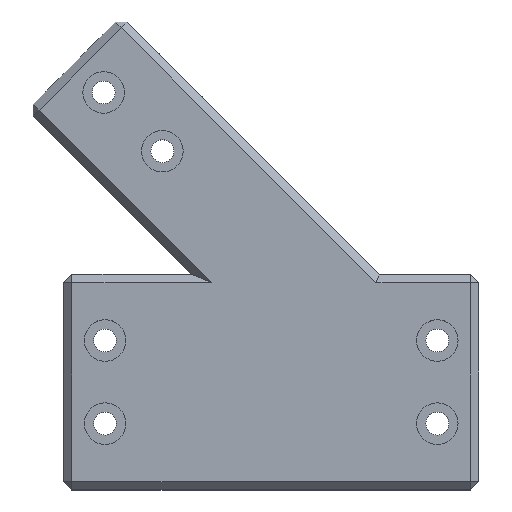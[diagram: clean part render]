
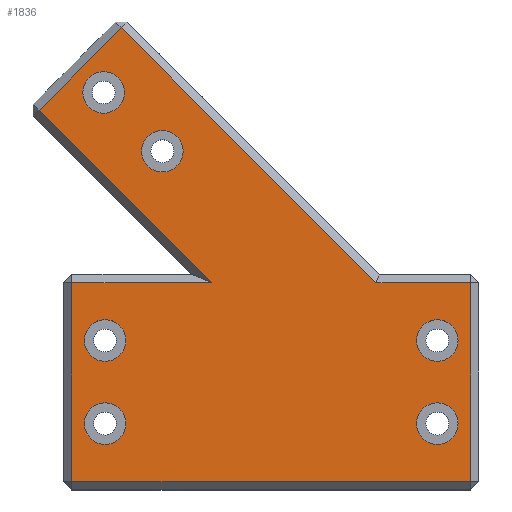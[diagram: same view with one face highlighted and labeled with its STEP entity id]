
A CAD part, top view. The second image highlights one B-rep face of the part: STEP entity #1836.
In plain terms, the highlighted planar face has unit normal (0, 0, 1).
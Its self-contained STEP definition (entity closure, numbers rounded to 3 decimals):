
#46=FACE_BOUND('',#278,.T.);
#47=FACE_BOUND('',#279,.T.);
#48=FACE_BOUND('',#280,.T.);
#49=FACE_BOUND('',#281,.T.);
#50=FACE_BOUND('',#282,.T.);
#51=FACE_BOUND('',#283,.T.);
#88=CIRCLE('',#1962,5.);
#89=CIRCLE('',#1963,5.);
#90=CIRCLE('',#1964,5.);
#91=CIRCLE('',#1965,5.);
#92=CIRCLE('',#1966,5.);
#93=CIRCLE('',#1967,5.);
#166=FACE_OUTER_BOUND('',#277,.T.);
#277=EDGE_LOOP('',(#1364,#1365,#1366,#1367,#1368,#1369,#1370,#1371));
#278=EDGE_LOOP('',(#1372));
#279=EDGE_LOOP('',(#1373));
#280=EDGE_LOOP('',(#1374));
#281=EDGE_LOOP('',(#1375));
#282=EDGE_LOOP('',(#1376));
#283=EDGE_LOOP('',(#1377));
#408=LINE('',#2650,#608);
#415=LINE('',#2664,#615);
#425=LINE('',#2687,#625);
#429=LINE('',#2693,#629);
#430=LINE('',#2695,#630);
#438=LINE('',#2710,#638);
#443=LINE('',#2719,#643);
#448=LINE('',#2728,#648);
#608=VECTOR('',#2116,10.);
#615=VECTOR('',#2127,10.);
#625=VECTOR('',#2145,10.);
#629=VECTOR('',#2151,10.);
#630=VECTOR('',#2154,10.);
#638=VECTOR('',#2168,10.);
#643=VECTOR('',#2177,10.);
#648=VECTOR('',#2186,10.);
#801=VERTEX_POINT('',#2632);
#802=VERTEX_POINT('',#2636);
#807=VERTEX_POINT('',#2646);
#808=VERTEX_POINT('',#2653);
#812=VERTEX_POINT('',#2662);
#815=VERTEX_POINT('',#2672);
#820=VERTEX_POINT('',#2682);
#821=VERTEX_POINT('',#2686);
#877=VERTEX_POINT('',#2837);
#878=VERTEX_POINT('',#2839);
#879=VERTEX_POINT('',#2841);
#880=VERTEX_POINT('',#2843);
#881=VERTEX_POINT('',#2845);
#882=VERTEX_POINT('',#2847);
#972=EDGE_CURVE('',#802,#807,#408,.T.);
#979=EDGE_CURVE('',#808,#812,#415,.T.);
#989=EDGE_CURVE('',#821,#820,#425,.T.);
#993=EDGE_CURVE('',#815,#821,#429,.T.);
#994=EDGE_CURVE('',#820,#808,#430,.T.);
#1002=EDGE_CURVE('',#807,#815,#438,.T.);
#1007=EDGE_CURVE('',#812,#801,#443,.T.);
#1012=EDGE_CURVE('',#801,#802,#448,.T.);
#1068=EDGE_CURVE('',#877,#877,#88,.T.);
#1069=EDGE_CURVE('',#878,#878,#89,.T.);
#1070=EDGE_CURVE('',#879,#879,#90,.T.);
#1071=EDGE_CURVE('',#880,#880,#91,.T.);
#1072=EDGE_CURVE('',#881,#881,#92,.T.);
#1073=EDGE_CURVE('',#882,#882,#93,.T.);
#1364=ORIENTED_EDGE('',*,*,#989,.T.);
#1365=ORIENTED_EDGE('',*,*,#994,.T.);
#1366=ORIENTED_EDGE('',*,*,#979,.T.);
#1367=ORIENTED_EDGE('',*,*,#1007,.T.);
#1368=ORIENTED_EDGE('',*,*,#1012,.T.);
#1369=ORIENTED_EDGE('',*,*,#972,.T.);
#1370=ORIENTED_EDGE('',*,*,#1002,.T.);
#1371=ORIENTED_EDGE('',*,*,#993,.T.);
#1372=ORIENTED_EDGE('',*,*,#1068,.F.);
#1373=ORIENTED_EDGE('',*,*,#1069,.F.);
#1374=ORIENTED_EDGE('',*,*,#1070,.F.);
#1375=ORIENTED_EDGE('',*,*,#1071,.F.);
#1376=ORIENTED_EDGE('',*,*,#1072,.F.);
#1377=ORIENTED_EDGE('',*,*,#1073,.F.);
#1756=PLANE('',#1961);
#1836=ADVANCED_FACE('',(#166,#46,#47,#48,#49,#50,#51),#1756,.F.);
#1961=AXIS2_PLACEMENT_3D('',#2836,#2257,#2258);
#1962=AXIS2_PLACEMENT_3D('',#2838,#2259,#2260);
#1963=AXIS2_PLACEMENT_3D('',#2840,#2261,#2262);
#1964=AXIS2_PLACEMENT_3D('',#2842,#2263,#2264);
#1965=AXIS2_PLACEMENT_3D('',#2844,#2265,#2266);
#1966=AXIS2_PLACEMENT_3D('',#2846,#2267,#2268);
#1967=AXIS2_PLACEMENT_3D('',#2848,#2269,#2270);
#2116=DIRECTION('',(1.,0.,0.));
#2127=DIRECTION('',(0.707,-0.707,0.));
#2145=DIRECTION('',(-0.707,0.707,0.));
#2151=DIRECTION('',(-1.,0.,0.));
#2154=DIRECTION('',(-0.707,-0.707,0.));
#2168=DIRECTION('',(0.,1.,0.));
#2177=DIRECTION('',(-1.,0.,0.));
#2186=DIRECTION('',(0.,-1.,0.));
#2257=DIRECTION('center_axis',(0.,0.,-1.));
#2258=DIRECTION('ref_axis',(0.,1.,0.));
#2259=DIRECTION('center_axis',(0.,0.,1.));
#2260=DIRECTION('ref_axis',(1.,0.,0.));
#2261=DIRECTION('center_axis',(0.,0.,1.));
#2262=DIRECTION('ref_axis',(1.,0.,0.));
#2263=DIRECTION('center_axis',(0.,0.,1.));
#2264=DIRECTION('ref_axis',(1.,0.,0.));
#2265=DIRECTION('center_axis',(0.,0.,1.));
#2266=DIRECTION('ref_axis',(1.,0.,0.));
#2267=DIRECTION('center_axis',(0.,0.,1.));
#2268=DIRECTION('ref_axis',(-1.,0.,0.));
#2269=DIRECTION('center_axis',(0.,0.,1.));
#2270=DIRECTION('ref_axis',(-1.,0.,0.));
#2632=CARTESIAN_POINT('',(-44.,-6.6,0.));
#2636=CARTESIAN_POINT('',(-44.,-54.5,0.));
#2646=CARTESIAN_POINT('',(52.,-54.5,0.));
#2650=CARTESIAN_POINT('',(0.,-54.5,0.));
#2653=CARTESIAN_POINT('',(-51.902,34.931,0.));
#2662=CARTESIAN_POINT('',(-10.371,-6.6,0.));
#2664=CARTESIAN_POINT('',(4.968,-21.939,0.));
#2672=CARTESIAN_POINT('',(52.,-6.6,0.));
#2682=CARTESIAN_POINT('',(-32.103,54.73,0.));
#2686=CARTESIAN_POINT('',(29.227,-6.6,0.));
#2687=CARTESIAN_POINT('',(24.767,-2.14,0.));
#2693=CARTESIAN_POINT('',(0.,-6.6,0.));
#2695=CARTESIAN_POINT('',(-56.834,29.998,0.));
#2710=CARTESIAN_POINT('',(52.,-43.525,0.));
#2719=CARTESIAN_POINT('',(0.,-6.6,0.));
#2728=CARTESIAN_POINT('',(-44.,-43.525,0.));
#2836=CARTESIAN_POINT('Origin',(0.,-56.5,0.));
#2837=CARTESIAN_POINT('',(-41.,-20.55,0.));
#2838=CARTESIAN_POINT('Origin',(-36.,-20.55,0.));
#2839=CARTESIAN_POINT('',(39.,-40.55,0.));
#2840=CARTESIAN_POINT('Origin',(44.,-40.55,0.));
#2841=CARTESIAN_POINT('',(-41.,-40.55,0.));
#2842=CARTESIAN_POINT('Origin',(-36.,-40.55,0.));
#2843=CARTESIAN_POINT('',(39.,-20.55,0.));
#2844=CARTESIAN_POINT('Origin',(44.,-20.55,0.));
#2845=CARTESIAN_POINT('',(-17.203,25.032,0.));
#2846=CARTESIAN_POINT('Origin',(-22.203,25.032,0.));
#2847=CARTESIAN_POINT('',(-31.345,39.174,0.));
#2848=CARTESIAN_POINT('Origin',(-36.345,39.174,0.));
